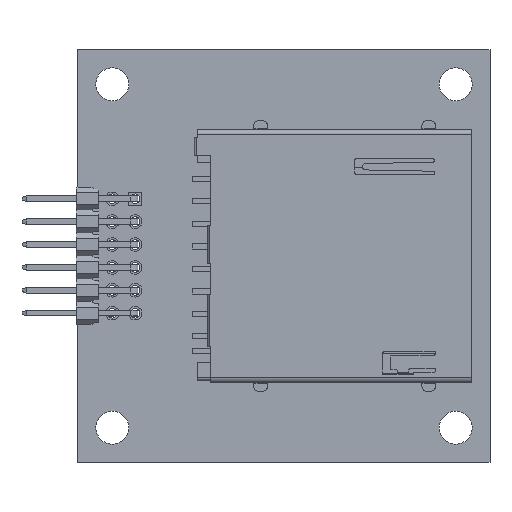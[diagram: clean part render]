
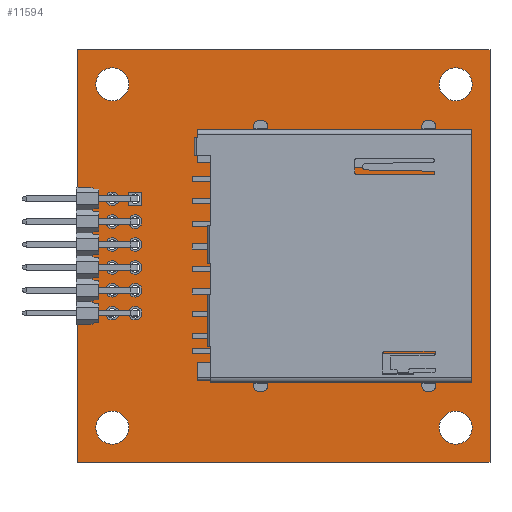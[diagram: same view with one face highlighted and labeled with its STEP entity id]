
A CAD part, top view. The second image highlights one B-rep face of the part: STEP entity #11594.
In plain terms, the highlighted planar face has unit normal (0, 0, 1).
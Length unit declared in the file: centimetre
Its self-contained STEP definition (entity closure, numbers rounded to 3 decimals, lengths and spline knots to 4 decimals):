
#676=VECTOR('',#13082,1.);
#677=VECTOR('',#13083,1.);
#678=VECTOR('',#13084,1.);
#679=VECTOR('',#13085,1.);
#680=VECTOR('',#13086,1.);
#681=VECTOR('',#13087,1.);
#682=VECTOR('',#13088,1.);
#683=VECTOR('',#13089,1.);
#2001=LINE('',#15525,#676);
#2002=LINE('',#15528,#677);
#2003=LINE('',#15530,#678);
#2004=LINE('',#15532,#679);
#2005=LINE('',#15533,#680);
#2006=LINE('',#15536,#681);
#2007=LINE('',#15538,#682);
#2008=LINE('',#15540,#683);
#3326=PLANE('',#12268);
#3763=VERTEX_POINT('',#15486);
#3765=VERTEX_POINT('',#15491);
#3767=VERTEX_POINT('',#15496);
#3769=VERTEX_POINT('',#15501);
#3770=VERTEX_POINT('',#15504);
#3771=VERTEX_POINT('',#15506);
#3772=VERTEX_POINT('',#15508);
#3773=VERTEX_POINT('',#15510);
#3774=VERTEX_POINT('',#15512);
#3775=VERTEX_POINT('',#15514);
#3776=VERTEX_POINT('',#15516);
#3777=VERTEX_POINT('',#15518);
#3778=VERTEX_POINT('',#15520);
#3779=VERTEX_POINT('',#15522);
#3780=VERTEX_POINT('',#15524);
#3781=VERTEX_POINT('',#15526);
#3782=VERTEX_POINT('',#15527);
#3783=VERTEX_POINT('',#15529);
#3784=VERTEX_POINT('',#15531);
#3785=VERTEX_POINT('',#15534);
#3786=VERTEX_POINT('',#15535);
#3787=VERTEX_POINT('',#15537);
#3788=VERTEX_POINT('',#15539);
#4838=CIRCLE('',#12258,0.1829);
#4840=CIRCLE('',#12261,0.1829);
#4842=CIRCLE('',#12264,0.1829);
#4844=CIRCLE('',#12267,0.1829);
#4845=CIRCLE('',#12269,0.075);
#4846=CIRCLE('',#12270,0.075);
#4847=CIRCLE('',#12271,0.075);
#4848=CIRCLE('',#12272,0.075);
#4849=CIRCLE('',#12273,0.075);
#4850=CIRCLE('',#12274,0.075);
#4851=CIRCLE('',#12275,0.075);
#4852=CIRCLE('',#12276,0.075);
#4853=CIRCLE('',#12277,0.075);
#4854=CIRCLE('',#12278,0.075);
#4855=CIRCLE('',#12279,0.075);
#5070=EDGE_CURVE('',#3763,#3763,#4838,.T.);
#5072=EDGE_CURVE('',#3765,#3765,#4840,.T.);
#5074=EDGE_CURVE('',#3767,#3767,#4842,.T.);
#5076=EDGE_CURVE('',#3769,#3769,#4844,.T.);
#5077=EDGE_CURVE('',#3770,#3770,#4845,.T.);
#5078=EDGE_CURVE('',#3771,#3771,#4846,.T.);
#5079=EDGE_CURVE('',#3772,#3772,#4847,.T.);
#5080=EDGE_CURVE('',#3773,#3773,#4848,.T.);
#5081=EDGE_CURVE('',#3774,#3774,#4849,.T.);
#5082=EDGE_CURVE('',#3775,#3775,#4850,.T.);
#5083=EDGE_CURVE('',#3776,#3776,#4851,.T.);
#5084=EDGE_CURVE('',#3777,#3777,#4852,.T.);
#5085=EDGE_CURVE('',#3778,#3778,#4853,.T.);
#5086=EDGE_CURVE('',#3779,#3779,#4854,.T.);
#5087=EDGE_CURVE('',#3780,#3780,#4855,.T.);
#5088=EDGE_CURVE('',#3781,#3782,#2001,.T.);
#5089=EDGE_CURVE('',#3783,#3781,#2002,.T.);
#5090=EDGE_CURVE('',#3784,#3783,#2003,.T.);
#5091=EDGE_CURVE('',#3782,#3784,#2004,.T.);
#5092=EDGE_CURVE('',#3785,#3786,#2005,.T.);
#5093=EDGE_CURVE('',#3786,#3787,#2006,.T.);
#5094=EDGE_CURVE('',#3787,#3788,#2007,.T.);
#5095=EDGE_CURVE('',#3788,#3785,#2008,.T.);
#6724=ORIENTED_EDGE('',*,*,#5077,.T.);
#6725=ORIENTED_EDGE('',*,*,#5078,.T.);
#6726=ORIENTED_EDGE('',*,*,#5079,.T.);
#6727=ORIENTED_EDGE('',*,*,#5080,.T.);
#6728=ORIENTED_EDGE('',*,*,#5081,.T.);
#6729=ORIENTED_EDGE('',*,*,#5082,.T.);
#6730=ORIENTED_EDGE('',*,*,#5083,.T.);
#6731=ORIENTED_EDGE('',*,*,#5084,.T.);
#6732=ORIENTED_EDGE('',*,*,#5085,.T.);
#6733=ORIENTED_EDGE('',*,*,#5086,.T.);
#6734=ORIENTED_EDGE('',*,*,#5087,.T.);
#6735=ORIENTED_EDGE('',*,*,#5088,.F.);
#6736=ORIENTED_EDGE('',*,*,#5089,.F.);
#6737=ORIENTED_EDGE('',*,*,#5090,.F.);
#6738=ORIENTED_EDGE('',*,*,#5091,.F.);
#6739=ORIENTED_EDGE('',*,*,#5092,.T.);
#6740=ORIENTED_EDGE('',*,*,#5093,.T.);
#6741=ORIENTED_EDGE('',*,*,#5094,.T.);
#6742=ORIENTED_EDGE('',*,*,#5095,.T.);
#6743=ORIENTED_EDGE('',*,*,#5076,.T.);
#6744=ORIENTED_EDGE('',*,*,#5074,.T.);
#6745=ORIENTED_EDGE('',*,*,#5072,.T.);
#6746=ORIENTED_EDGE('',*,*,#5070,.T.);
#10018=EDGE_LOOP('',(#6724));
#10019=EDGE_LOOP('',(#6725));
#10020=EDGE_LOOP('',(#6726));
#10021=EDGE_LOOP('',(#6727));
#10022=EDGE_LOOP('',(#6728));
#10023=EDGE_LOOP('',(#6729));
#10024=EDGE_LOOP('',(#6730));
#10025=EDGE_LOOP('',(#6731));
#10026=EDGE_LOOP('',(#6732));
#10027=EDGE_LOOP('',(#6733));
#10028=EDGE_LOOP('',(#6734));
#10029=EDGE_LOOP('',(#6735,#6736,#6737,#6738));
#10030=EDGE_LOOP('',(#6739,#6740,#6741,#6742));
#10031=EDGE_LOOP('',(#6743));
#10032=EDGE_LOOP('',(#6744));
#10033=EDGE_LOOP('',(#6745));
#10034=EDGE_LOOP('',(#6746));
#10808=FACE_BOUND('',#10018,.T.);
#10809=FACE_BOUND('',#10019,.T.);
#10810=FACE_BOUND('',#10020,.T.);
#10811=FACE_BOUND('',#10021,.T.);
#10812=FACE_BOUND('',#10022,.T.);
#10813=FACE_BOUND('',#10023,.T.);
#10814=FACE_BOUND('',#10024,.T.);
#10815=FACE_BOUND('',#10025,.T.);
#10816=FACE_BOUND('',#10026,.T.);
#10817=FACE_BOUND('',#10027,.T.);
#10818=FACE_BOUND('',#10028,.T.);
#10819=FACE_BOUND('',#10029,.T.);
#10820=FACE_BOUND('',#10030,.T.);
#10821=FACE_BOUND('',#10031,.T.);
#10822=FACE_BOUND('',#10032,.T.);
#10823=FACE_BOUND('',#10033,.T.);
#10824=FACE_BOUND('',#10034,.T.);
#11594=ADVANCED_FACE('',(#10808,#10809,#10810,#10811,#10812,#10813,#10814,
#10815,#10816,#10817,#10818,#10819,#10820,#10821,#10822,#10823,#10824),#3326,
 .T.);
#12258=AXIS2_PLACEMENT_3D('',#15485,#13039,#13040);
#12261=AXIS2_PLACEMENT_3D('',#15490,#13045,#13046);
#12264=AXIS2_PLACEMENT_3D('',#15495,#13051,#13052);
#12267=AXIS2_PLACEMENT_3D('',#15500,#13057,#13058);
#12268=AXIS2_PLACEMENT_3D('',#15502,#13059,$);
#12269=AXIS2_PLACEMENT_3D('',#15503,#13060,#13061);
#12270=AXIS2_PLACEMENT_3D('',#15505,#13062,#13063);
#12271=AXIS2_PLACEMENT_3D('',#15507,#13064,#13065);
#12272=AXIS2_PLACEMENT_3D('',#15509,#13066,#13067);
#12273=AXIS2_PLACEMENT_3D('',#15511,#13068,#13069);
#12274=AXIS2_PLACEMENT_3D('',#15513,#13070,#13071);
#12275=AXIS2_PLACEMENT_3D('',#15515,#13072,#13073);
#12276=AXIS2_PLACEMENT_3D('',#15517,#13074,#13075);
#12277=AXIS2_PLACEMENT_3D('',#15519,#13076,#13077);
#12278=AXIS2_PLACEMENT_3D('',#15521,#13078,#13079);
#12279=AXIS2_PLACEMENT_3D('',#15523,#13080,#13081);
#13039=DIRECTION('',(0.,0.,-1.));
#13040=DIRECTION('',(0.183,0.,0.));
#13045=DIRECTION('',(0.,0.,-1.));
#13046=DIRECTION('',(0.183,0.,0.));
#13051=DIRECTION('',(0.,0.,-1.));
#13052=DIRECTION('',(0.183,0.,0.));
#13057=DIRECTION('',(0.,0.,-1.));
#13058=DIRECTION('',(0.183,0.,0.));
#13059=DIRECTION('',(0.,0.,1.));
#13060=DIRECTION('',(0.,0.,-1.));
#13061=DIRECTION('',(0.075,0.,0.));
#13062=DIRECTION('',(0.,0.,-1.));
#13063=DIRECTION('',(0.075,0.,0.));
#13064=DIRECTION('',(0.,0.,-1.));
#13065=DIRECTION('',(0.075,0.,0.));
#13066=DIRECTION('',(0.,0.,-1.));
#13067=DIRECTION('',(0.075,0.,0.));
#13068=DIRECTION('',(0.,0.,-1.));
#13069=DIRECTION('',(0.075,0.,0.));
#13070=DIRECTION('',(0.,0.,-1.));
#13071=DIRECTION('',(0.075,0.,0.));
#13072=DIRECTION('',(0.,0.,-1.));
#13073=DIRECTION('',(0.075,0.,0.));
#13074=DIRECTION('',(0.,0.,-1.));
#13075=DIRECTION('',(0.075,0.,0.));
#13076=DIRECTION('',(0.,0.,-1.));
#13077=DIRECTION('',(0.075,0.,0.));
#13078=DIRECTION('',(0.,0.,-1.));
#13079=DIRECTION('',(0.075,0.,0.));
#13080=DIRECTION('',(0.,0.,-1.));
#13081=DIRECTION('',(0.075,0.,0.));
#13082=DIRECTION('',(1.,0.,0.));
#13083=DIRECTION('',(0.,1.,0.));
#13084=DIRECTION('',(-1.,0.,0.));
#13085=DIRECTION('',(0.,-1.,0.));
#13086=DIRECTION('',(0.,1.,0.));
#13087=DIRECTION('',(1.,0.,0.));
#13088=DIRECTION('',(0.,-1.,0.));
#13089=DIRECTION('',(-1.,0.,0.));
#15485=CARTESIAN_POINT('',(1.905,1.905,0.075));
#15486=CARTESIAN_POINT('',(1.7221,1.905,0.075));
#15490=CARTESIAN_POINT('',(1.905,-1.905,0.075));
#15491=CARTESIAN_POINT('',(1.7221,-1.905,0.075));
#15495=CARTESIAN_POINT('',(-1.905,-1.905,0.075));
#15496=CARTESIAN_POINT('',(-2.0879,-1.905,0.075));
#15500=CARTESIAN_POINT('',(-1.905,1.905,0.075));
#15501=CARTESIAN_POINT('',(-2.0879,1.905,0.075));
#15502=CARTESIAN_POINT('',(0.,0.,
0.075));
#15503=CARTESIAN_POINT('',(-1.905,-0.635,0.075));
#15504=CARTESIAN_POINT('',(-1.98,-0.635,0.075));
#15505=CARTESIAN_POINT('',(-1.651,-0.635,0.075));
#15506=CARTESIAN_POINT('',(-1.726,-0.635,0.075));
#15507=CARTESIAN_POINT('',(-1.905,-0.127,0.075));
#15508=CARTESIAN_POINT('',(-1.98,-0.127,0.075));
#15509=CARTESIAN_POINT('',(-1.651,-0.127,0.075));
#15510=CARTESIAN_POINT('',(-1.726,-0.127,0.075));
#15511=CARTESIAN_POINT('',(-1.905,0.381,0.075));
#15512=CARTESIAN_POINT('',(-1.98,0.381,0.075));
#15513=CARTESIAN_POINT('',(-1.651,0.381,0.075));
#15514=CARTESIAN_POINT('',(-1.726,0.381,0.075));
#15515=CARTESIAN_POINT('',(-1.905,0.635,0.075));
#15516=CARTESIAN_POINT('',(-1.98,0.635,0.075));
#15517=CARTESIAN_POINT('',(-1.905,0.127,0.075));
#15518=CARTESIAN_POINT('',(-1.98,0.127,0.075));
#15519=CARTESIAN_POINT('',(-1.651,0.127,0.075));
#15520=CARTESIAN_POINT('',(-1.726,0.127,0.075));
#15521=CARTESIAN_POINT('',(-1.905,-0.381,0.075));
#15522=CARTESIAN_POINT('',(-1.98,-0.381,0.075));
#15523=CARTESIAN_POINT('',(-1.651,-0.381,0.075));
#15524=CARTESIAN_POINT('',(-1.726,-0.381,0.075));
#15525=CARTESIAN_POINT('',(2.286,2.286,0.075));
#15526=CARTESIAN_POINT('',(-2.286,2.286,0.075));
#15527=CARTESIAN_POINT('',(2.286,2.286,0.075));
#15528=CARTESIAN_POINT('',(-2.286,2.286,0.075));
#15529=CARTESIAN_POINT('',(-2.286,-2.286,0.075));
#15530=CARTESIAN_POINT('',(-2.286,-2.286,0.075));
#15531=CARTESIAN_POINT('',(2.286,-2.286,0.075));
#15532=CARTESIAN_POINT('',(2.286,-2.286,0.075));
#15533=CARTESIAN_POINT('',(-1.726,0.3175,0.075));
#15534=CARTESIAN_POINT('',(-1.726,0.56,0.075));
#15535=CARTESIAN_POINT('',(-1.726,0.71,0.075));
#15536=CARTESIAN_POINT('',(-0.8255,0.71,0.075));
#15537=CARTESIAN_POINT('',(-1.576,0.71,0.075));
#15538=CARTESIAN_POINT('',(-1.576,0.3175,0.075));
#15539=CARTESIAN_POINT('',(-1.576,0.56,0.075));
#15540=CARTESIAN_POINT('',(-0.8255,0.56,0.075));
